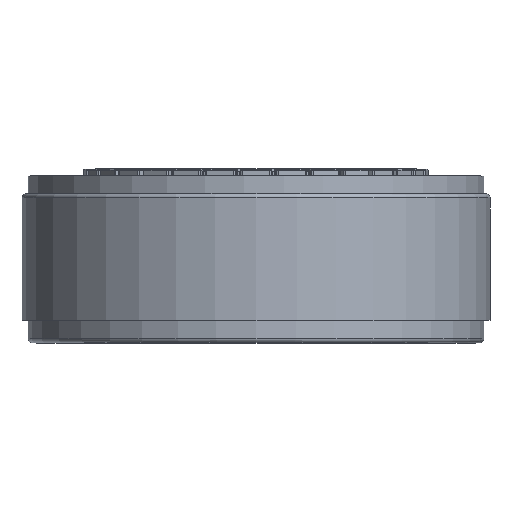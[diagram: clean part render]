
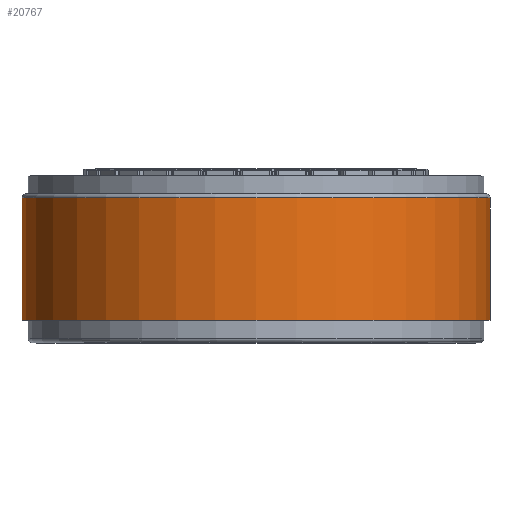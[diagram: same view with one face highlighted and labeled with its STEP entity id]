
A CAD part, top view. The second image highlights one B-rep face of the part: STEP entity #20767.
In plain terms, the highlighted cylindrical face has radius 57.3 mm (diameter 114.6 mm), a full revolution.
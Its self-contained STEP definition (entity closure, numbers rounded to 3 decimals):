
#1028=CIRCLE('',#22435,57.3);
#1029=CIRCLE('',#22436,57.3);
#1042=CIRCLE('',#22457,57.3);
#1953=CYLINDRICAL_SURFACE('',#22458,57.3);
#2743=FACE_OUTER_BOUND('',#4145,.T.);
#4145=EDGE_LOOP('',(#14482,#14483,#14484,#14485,#14486));
#5679=LINE('',#33532,#7149);
#7149=VECTOR('',#26216,57.3);
#8601=VERTEX_POINT('',#33493);
#8602=VERTEX_POINT('',#33495);
#8612=VERTEX_POINT('',#33529);
#10614=EDGE_CURVE('',#8601,#8602,#1028,.T.);
#10615=EDGE_CURVE('',#8602,#8601,#1029,.T.);
#10630=EDGE_CURVE('',#8612,#8612,#1042,.T.);
#10631=EDGE_CURVE('',#8602,#8612,#5679,.T.);
#14482=ORIENTED_EDGE('',*,*,#10614,.F.);
#14483=ORIENTED_EDGE('',*,*,#10615,.F.);
#14484=ORIENTED_EDGE('',*,*,#10631,.T.);
#14485=ORIENTED_EDGE('',*,*,#10630,.T.);
#14486=ORIENTED_EDGE('',*,*,#10631,.F.);
#20767=ADVANCED_FACE('',(#2743),#1953,.T.);
#22435=AXIS2_PLACEMENT_3D('',#33496,#26166,#26167);
#22436=AXIS2_PLACEMENT_3D('',#33497,#26168,#26169);
#22457=AXIS2_PLACEMENT_3D('',#33530,#26212,#26213);
#22458=AXIS2_PLACEMENT_3D('',#33531,#26214,#26215);
#26166=DIRECTION('center_axis',(0.,1.,0.));
#26167=DIRECTION('ref_axis',(1.,0.,0.));
#26168=DIRECTION('center_axis',(0.,1.,0.));
#26169=DIRECTION('ref_axis',(1.,0.,0.));
#26212=DIRECTION('center_axis',(0.,1.,0.));
#26213=DIRECTION('ref_axis',(1.,0.,0.));
#26214=DIRECTION('center_axis',(0.,1.,0.));
#26215=DIRECTION('ref_axis',(-1.,0.,0.));
#26216=DIRECTION('',(0.,-1.,0.));
#33493=CARTESIAN_POINT('',(0.,35.5,-57.3));
#33495=CARTESIAN_POINT('',(57.3,35.5,0.));
#33496=CARTESIAN_POINT('Origin',(0.,35.5,0.));
#33497=CARTESIAN_POINT('Origin',(0.,35.5,0.));
#33529=CARTESIAN_POINT('',(57.3,5.5,0.));
#33530=CARTESIAN_POINT('Origin',(0.,5.5,0.));
#33531=CARTESIAN_POINT('Origin',(0.,20.5,0.));
#33532=CARTESIAN_POINT('',(57.3,20.5,0.));
